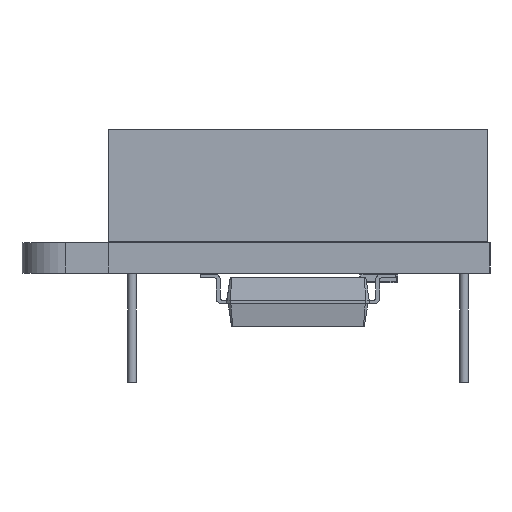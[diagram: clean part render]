
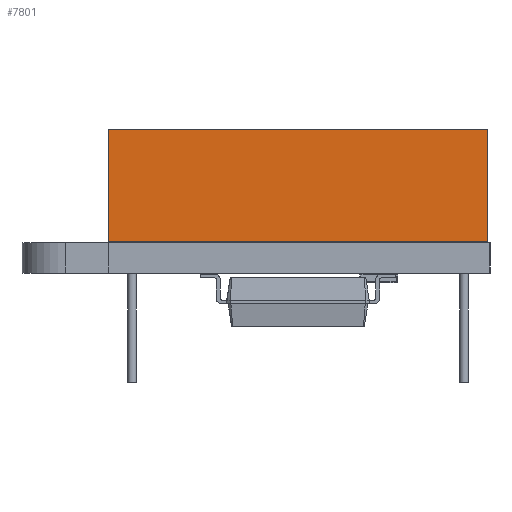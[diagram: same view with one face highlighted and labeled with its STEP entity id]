
A CAD part, left-side view. The second image highlights one B-rep face of the part: STEP entity #7801.
In plain terms, the highlighted face is planar.
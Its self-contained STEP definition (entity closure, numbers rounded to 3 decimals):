
#150 = PLANE('',#151);
#151 = AXIS2_PLACEMENT_3D('',#152,#153,#154);
#152 = CARTESIAN_POINT('',(0.,5.9,0.));
#153 = DIRECTION('',(0.,1.,0.));
#154 = DIRECTION('',(0.,-0.,1.));
#6234 = PLANE('',#6235);
#6235 = AXIS2_PLACEMENT_3D('',#6236,#6237,#6238);
#6236 = CARTESIAN_POINT('',(0.,0.,0.));
#6237 = DIRECTION('',(0.,1.,0.));
#6238 = DIRECTION('',(1.,0.,0.));
#7665 = PLANE('',#7666);
#7666 = AXIS2_PLACEMENT_3D('',#7667,#7668,#7669);
#7667 = CARTESIAN_POINT('',(-10.,0.,-10.));
#7668 = DIRECTION('',(-1.,0.,0.));
#7669 = DIRECTION('',(0.,0.,1.));
#7714 = PLANE('',#7715);
#7715 = AXIS2_PLACEMENT_3D('',#7716,#7717,#7718);
#7716 = CARTESIAN_POINT('',(10.,0.,10.));
#7717 = DIRECTION('',(1.,0.,0.));
#7718 = DIRECTION('',(0.,0.,-1.));
#7730 = VERTEX_POINT('',#7731);
#7731 = CARTESIAN_POINT('',(10.,0.,10.));
#7754 = VERTEX_POINT('',#7755);
#7755 = CARTESIAN_POINT('',(10.,5.9,10.));
#7776 = EDGE_CURVE('',#7730,#7754,#7777,.T.);
#7777 = SURFACE_CURVE('',#7778,(#7782,#7789),.PCURVE_S1.);
#7778 = LINE('',#7779,#7780);
#7779 = CARTESIAN_POINT('',(10.,0.,10.));
#7780 = VECTOR('',#7781,1.);
#7781 = DIRECTION('',(0.,1.,0.));
#7782 = PCURVE('',#7714,#7783);
#7783 = DEFINITIONAL_REPRESENTATION('',(#7784),#7788);
#7784 = LINE('',#7785,#7786);
#7785 = CARTESIAN_POINT('',(0.,0.));
#7786 = VECTOR('',#7787,1.);
#7787 = DIRECTION('',(0.,1.));
#7788 = ( GEOMETRIC_REPRESENTATION_CONTEXT(2) 
PARAMETRIC_REPRESENTATION_CONTEXT() REPRESENTATION_CONTEXT('2D SPACE',''
  ) );
#7789 = PCURVE('',#7790,#7795);
#7790 = PLANE('',#7791);
#7791 = AXIS2_PLACEMENT_3D('',#7792,#7793,#7794);
#7792 = CARTESIAN_POINT('',(-10.,0.,10.));
#7793 = DIRECTION('',(0.,0.,1.));
#7794 = DIRECTION('',(1.,0.,-0.));
#7795 = DEFINITIONAL_REPRESENTATION('',(#7796),#7800);
#7796 = LINE('',#7797,#7798);
#7797 = CARTESIAN_POINT('',(20.,0.));
#7798 = VECTOR('',#7799,1.);
#7799 = DIRECTION('',(0.,1.));
#7800 = ( GEOMETRIC_REPRESENTATION_CONTEXT(2) 
PARAMETRIC_REPRESENTATION_CONTEXT() REPRESENTATION_CONTEXT('2D SPACE',''
  ) );
#7801 = ADVANCED_FACE('',(#7802),#7790,.T.);
#7802 = FACE_BOUND('',#7803,.T.);
#7803 = EDGE_LOOP('',(#7804,#7827,#7828,#7851));
#7804 = ORIENTED_EDGE('',*,*,#7805,.F.);
#7805 = EDGE_CURVE('',#7730,#7806,#7808,.T.);
#7806 = VERTEX_POINT('',#7807);
#7807 = CARTESIAN_POINT('',(-10.,0.,10.));
#7808 = SURFACE_CURVE('',#7809,(#7813,#7820),.PCURVE_S1.);
#7809 = LINE('',#7810,#7811);
#7810 = CARTESIAN_POINT('',(-7.5,0.,10.));
#7811 = VECTOR('',#7812,1.);
#7812 = DIRECTION('',(-1.,0.,0.));
#7813 = PCURVE('',#7790,#7814);
#7814 = DEFINITIONAL_REPRESENTATION('',(#7815),#7819);
#7815 = LINE('',#7816,#7817);
#7816 = CARTESIAN_POINT('',(2.5,0.));
#7817 = VECTOR('',#7818,1.);
#7818 = DIRECTION('',(-1.,0.));
#7819 = ( GEOMETRIC_REPRESENTATION_CONTEXT(2) 
PARAMETRIC_REPRESENTATION_CONTEXT() REPRESENTATION_CONTEXT('2D SPACE',''
  ) );
#7820 = PCURVE('',#6234,#7821);
#7821 = DEFINITIONAL_REPRESENTATION('',(#7822),#7826);
#7822 = LINE('',#7823,#7824);
#7823 = CARTESIAN_POINT('',(-7.5,-10.));
#7824 = VECTOR('',#7825,1.);
#7825 = DIRECTION('',(-1.,0.));
#7826 = ( GEOMETRIC_REPRESENTATION_CONTEXT(2) 
PARAMETRIC_REPRESENTATION_CONTEXT() REPRESENTATION_CONTEXT('2D SPACE',''
  ) );
#7827 = ORIENTED_EDGE('',*,*,#7776,.T.);
#7828 = ORIENTED_EDGE('',*,*,#7829,.F.);
#7829 = EDGE_CURVE('',#7830,#7754,#7832,.T.);
#7830 = VERTEX_POINT('',#7831);
#7831 = CARTESIAN_POINT('',(-10.,5.9,10.));
#7832 = SURFACE_CURVE('',#7833,(#7837,#7844),.PCURVE_S1.);
#7833 = LINE('',#7834,#7835);
#7834 = CARTESIAN_POINT('',(-7.5,5.9,10.));
#7835 = VECTOR('',#7836,1.);
#7836 = DIRECTION('',(1.,0.,0.));
#7837 = PCURVE('',#7790,#7838);
#7838 = DEFINITIONAL_REPRESENTATION('',(#7839),#7843);
#7839 = LINE('',#7840,#7841);
#7840 = CARTESIAN_POINT('',(2.5,5.9));
#7841 = VECTOR('',#7842,1.);
#7842 = DIRECTION('',(1.,0.));
#7843 = ( GEOMETRIC_REPRESENTATION_CONTEXT(2) 
PARAMETRIC_REPRESENTATION_CONTEXT() REPRESENTATION_CONTEXT('2D SPACE',''
  ) );
#7844 = PCURVE('',#150,#7845);
#7845 = DEFINITIONAL_REPRESENTATION('',(#7846),#7850);
#7846 = LINE('',#7847,#7848);
#7847 = CARTESIAN_POINT('',(10.,-7.5));
#7848 = VECTOR('',#7849,1.);
#7849 = DIRECTION('',(0.,1.));
#7850 = ( GEOMETRIC_REPRESENTATION_CONTEXT(2) 
PARAMETRIC_REPRESENTATION_CONTEXT() REPRESENTATION_CONTEXT('2D SPACE',''
  ) );
#7851 = ORIENTED_EDGE('',*,*,#7852,.F.);
#7852 = EDGE_CURVE('',#7806,#7830,#7853,.T.);
#7853 = SURFACE_CURVE('',#7854,(#7858,#7865),.PCURVE_S1.);
#7854 = LINE('',#7855,#7856);
#7855 = CARTESIAN_POINT('',(-10.,0.,10.));
#7856 = VECTOR('',#7857,1.);
#7857 = DIRECTION('',(0.,1.,0.));
#7858 = PCURVE('',#7790,#7859);
#7859 = DEFINITIONAL_REPRESENTATION('',(#7860),#7864);
#7860 = LINE('',#7861,#7862);
#7861 = CARTESIAN_POINT('',(0.,0.));
#7862 = VECTOR('',#7863,1.);
#7863 = DIRECTION('',(0.,1.));
#7864 = ( GEOMETRIC_REPRESENTATION_CONTEXT(2) 
PARAMETRIC_REPRESENTATION_CONTEXT() REPRESENTATION_CONTEXT('2D SPACE',''
  ) );
#7865 = PCURVE('',#7665,#7866);
#7866 = DEFINITIONAL_REPRESENTATION('',(#7867),#7871);
#7867 = LINE('',#7868,#7869);
#7868 = CARTESIAN_POINT('',(20.,0.));
#7869 = VECTOR('',#7870,1.);
#7870 = DIRECTION('',(0.,1.));
#7871 = ( GEOMETRIC_REPRESENTATION_CONTEXT(2) 
PARAMETRIC_REPRESENTATION_CONTEXT() REPRESENTATION_CONTEXT('2D SPACE',''
  ) );
